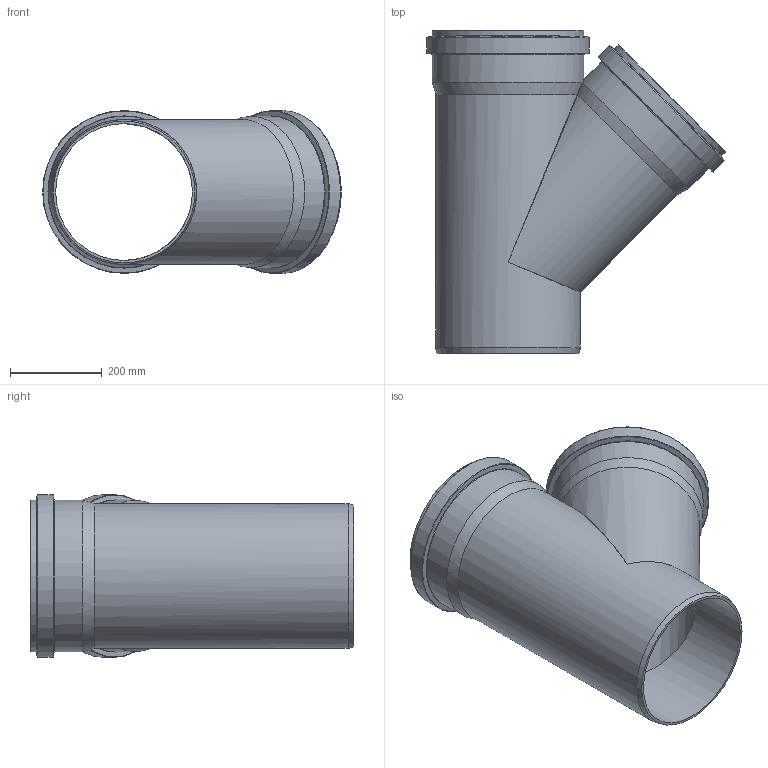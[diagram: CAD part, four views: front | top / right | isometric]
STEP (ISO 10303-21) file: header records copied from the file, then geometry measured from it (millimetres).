
FILE_DESCRIPTION(/* description */ (''),/* implementation_level */ '2;1');
FILE_NAME(/* name */ '225300 KGEA Abzweig DN_OD 315_315_45°.stp',/* time_stamp */ '2017-04-29T12:15:26+02:00',/* author */ ('user1'),/* organization */ (''),/* preprocessor_version */ 'ST-DEVELOPER v16.1',/* originating_system */ 'Autodesk Inventor 2016',/* authorisation */ '');
FILE_SCHEMA (('AUTOMOTIVE_DESIGN { 1 0 10303 214 3 1 1 }'));
Length unit declared in the file: millimetre
Products named in the file (1): 225300 KGEA Abzweig DN_OD 315_315_45°
Bounding box: 650.85 x 704 x 354.7 mm (x, y, z)
Volume: 7861332.9 mm3; surface area: 1940721.2 mm2
Topology: 1 solids, 1 shells, 62 faces, 139 edges, 76 vertices
Faces by surface type: torus 20, cylinder 18, cone 13, bspline 6, plane 5
Full cylindrical faces by diameter (mm): 298.2 x2, 315.6 x1, 316 x2, 316.3 x4, 329.8 x2, 330.1 x2, 340.9 x2, 354.7 x2
Entity records: 1816 total; most frequent: CARTESIAN_POINT 671, DIRECTION 244, ORIENTED_EDGE 162, AXIS2_PLACEMENT_3D 122, EDGE_LOOP 116, EDGE_CURVE 81, VERTEX_POINT 71, FACE_OUTER_BOUND 62
